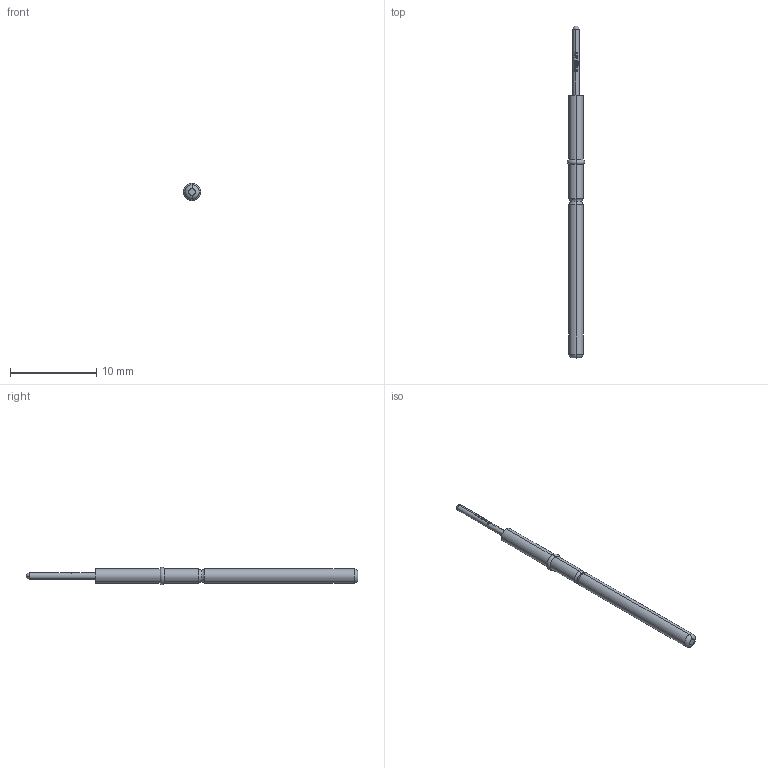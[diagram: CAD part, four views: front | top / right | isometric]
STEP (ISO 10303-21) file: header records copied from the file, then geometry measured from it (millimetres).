
FILE_DESCRIPTION (( 'STEP AP203' ), '1' );
FILE_NAME ('INGUN_GKS-422_305_070_A_xx08.STEP', '2020-09-15T15:29:17', ( '' ), ( '' ), 'SwSTEP 2.0', 'SolidWorks 2018', '' );
FILE_SCHEMA (( 'CONFIG_CONTROL_DESIGN' ));
Length unit declared in the file: millimetre
Products named in the file (1): INGUN_GKS-422_305_070_A_xx08
Bounding box: 2 x 38.4 x 2 mm (x, y, z)
Volume: 67.9 mm3; surface area: 179.3 mm2
Topology: 1 solids, 1 shells, 91 faces, 252 edges, 163 vertices
Faces by surface type: plane 32, cylinder 27, bspline 22, torus 8, sphere 2
Entity records: 4090 total; most frequent: CARTESIAN_POINT 2120, ORIENTED_EDGE 500, EDGE_CURVE 250, DIRECTION 230, B_SPLINE_CURVE_WITH_KNOTS 192, VERTEX_POINT 163, AXIS2_PLACEMENT_3D 102, EDGE_LOOP 93
